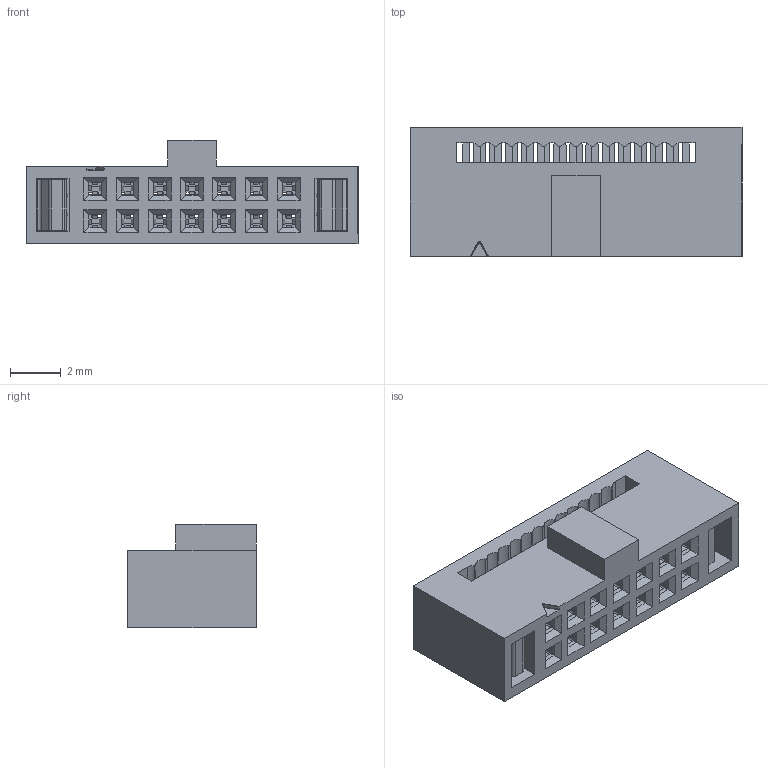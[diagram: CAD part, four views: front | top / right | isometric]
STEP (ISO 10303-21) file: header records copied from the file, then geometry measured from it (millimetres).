
FILE_DESCRIPTION(/* description */ (''),/* implementation_level */ '2;1');
FILE_NAME(/* name */ '376-14.stp',/* time_stamp */ '2017-10-23T08:38:39+02:00',/* author */ ('Andreas.Larin'),/* organization */ (''),/* preprocessor_version */ 'ST-DEVELOPER v15.6',/* originating_system */ 'Autodesk Inventor 2015',/* authorisation */ '');
FILE_SCHEMA (('AUTOMOTIVE_DESIGN { 1 0 10303 214 3 1 1 }'));
Products named in the file (1): 376-14
Bounding box: 13.08 x 5.08 x 4.07 mm (x, y, z)
Volume: 139.3 mm3; surface area: 719.5 mm2
Topology: 1 solids, 43 shells, 3127 faces, 8301 edges, 5140 vertices
Faces by surface type: plane 2252, cylinder 789, bspline 42, cone 42, torus 1, sphere 1
Entity records: 99702 total; most frequent: CARTESIAN_POINT 21573, ORIENTED_EDGE 16784, DIRECTION 15708, EDGE_CURVE 8301, LINE 6446, VECTOR 6446, VERTEX_POINT 5140, AXIS2_PLACEMENT_3D 4631
